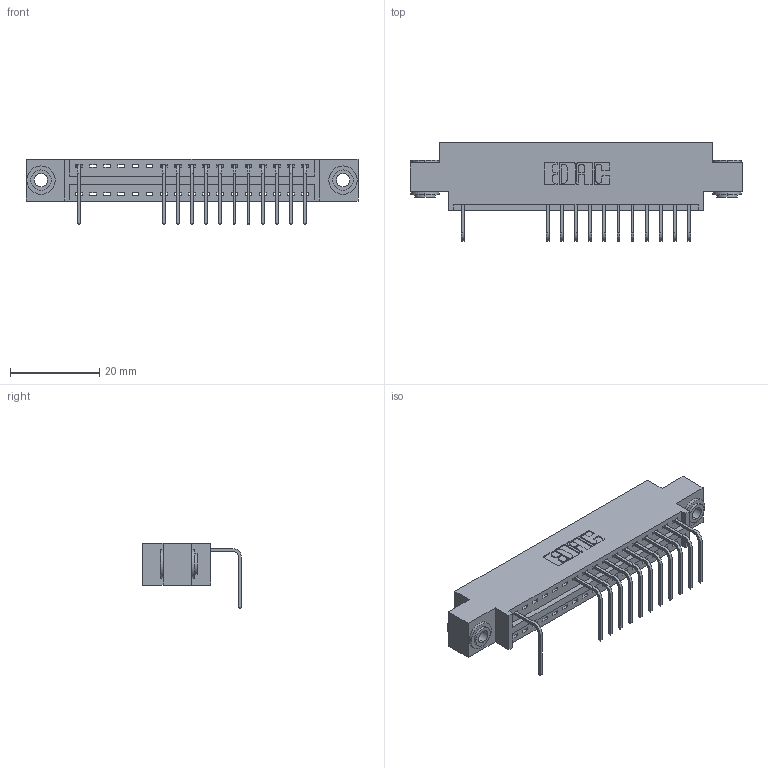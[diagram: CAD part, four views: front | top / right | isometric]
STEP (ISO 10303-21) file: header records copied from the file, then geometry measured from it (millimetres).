
FILE_DESCRIPTION (( 'STEP AP203' ), '1' );
FILE_NAME ('346-017-558-603.STEP', '2018-08-20T06:31:54', ( '' ), ( '' ), 'SwSTEP 2.0', 'SolidWorks 2016', '' );
FILE_SCHEMA (( 'CONFIG_CONTROL_DESIGN' ));
Length unit declared in the file: inch
Products named in the file (4): 346 Part_0.170 Offset - 0.156 Dia-TH; 345-292-001_558 Tail - 2; 345-250-002_345-250-002-102; 346-017-558-603
Assembly tree (15 placements, depth 2):
  346-017-558-603
    346 Part_0.170 Offset - 0.156 Dia-TH
    345-292-001_558 Tail - 2  x12
    345-250-002_345-250-002-102  x2
Bounding box: 74.55 x 22.16 x 14.73 mm (x, y, z)
Volume: 6811.3 mm3; surface area: 8553.9 mm2
Topology: 15 solids, 15 shells, 944 faces, 2811 edges, 1854 vertices
Faces by surface type: plane 644, cylinder 292, cone 8
Entity records: 14622 total; most frequent: CARTESIAN_POINT 2517, ORIENTED_EDGE 2466, DIRECTION 2275, EDGE_CURVE 1233, VECTOR 1009, LINE 1009, VERTEX_POINT 818, AXIS2_PLACEMENT_3D 633
